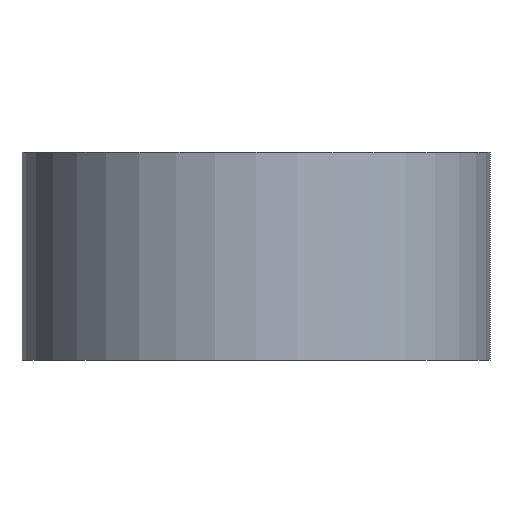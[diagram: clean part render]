
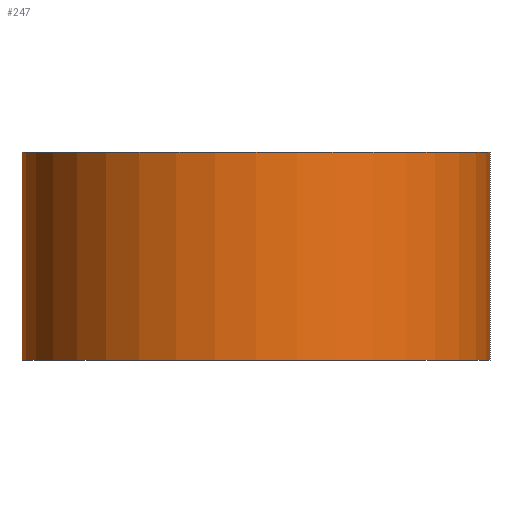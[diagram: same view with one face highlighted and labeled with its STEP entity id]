
A CAD part, front view. The second image highlights one B-rep face of the part: STEP entity #247.
In plain terms, the highlighted cylindrical face has radius 2.25 mm (diameter 4.5 mm), a partial arc.
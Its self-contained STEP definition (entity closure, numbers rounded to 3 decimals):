
#8 = DIRECTION ( 'NONE',  ( 0., 0., 1. ) ) ;
#11 = DIRECTION ( 'NONE',  ( 1., 0., 0. ) ) ;
#15 = DIRECTION ( 'NONE',  ( 0., 0., -1. ) ) ;
#16 = DIRECTION ( 'NONE',  ( 0., 0., -1. ) ) ;
#17 = CARTESIAN_POINT ( 'NONE',  ( 0., 0., 1. ) ) ;
#42 = DIRECTION ( 'NONE',  ( -1., 0., 0. ) ) ;
#49 = DIRECTION ( 'NONE',  ( 1., 0., 0. ) ) ;
#54 = CARTESIAN_POINT ( 'NONE',  ( 0., 0., -1. ) ) ;
#55 = DIRECTION ( 'NONE',  ( 0., 0., 1. ) ) ;
#61 = CARTESIAN_POINT ( 'NONE',  ( 2.25, 0., -1. ) ) ;
#62 = CARTESIAN_POINT ( 'NONE',  ( -2.25, 0., 1. ) ) ;
#64 = VERTEX_POINT ( 'NONE', #62 ) ;
#65 = CARTESIAN_POINT ( 'NONE',  ( -2.25, 0., -1. ) ) ;
#68 = CARTESIAN_POINT ( 'NONE',  ( -2.25, 0., 1. ) ) ;
#70 = VERTEX_POINT ( 'NONE', #61 ) ;
#73 = DIRECTION ( 'NONE',  ( 0., 0., -1. ) ) ;
#74 = VERTEX_POINT ( 'NONE', #85 ) ;
#78 = VERTEX_POINT ( 'NONE', #65 ) ;
#79 = CARTESIAN_POINT ( 'NONE',  ( 2.25, 0., 1. ) ) ;
#85 = CARTESIAN_POINT ( 'NONE',  ( 2.25, 0., 1. ) ) ;
#90 = CARTESIAN_POINT ( 'NONE',  ( 0., 0., 1. ) ) ;
#100 = ORIENTED_EDGE ( 'NONE', *, *, #229, .F. ) ;
#104 = CIRCLE ( 'NONE', #237, 2.25 ) ;
#106 = CYLINDRICAL_SURFACE ( 'NONE', #222, 2.25 ) ;
#114 = EDGE_LOOP ( 'NONE', ( #100, #139, #141, #153 ) ) ;
#115 = FACE_OUTER_BOUND ( 'NONE', #114, .T. ) ;
#123 = LINE ( 'NONE', #79, #191 ) ;
#139 = ORIENTED_EDGE ( 'NONE', *, *, #214, .F. ) ;
#141 = ORIENTED_EDGE ( 'NONE', *, *, #228, .T. ) ;
#153 = ORIENTED_EDGE ( 'NONE', *, *, #208, .T. ) ;
#156 = LINE ( 'NONE', #68, #165 ) ;
#165 = VECTOR ( 'NONE', #73, 1000. ) ;
#183 = CIRCLE ( 'NONE', #205, 2.25 ) ;
#191 = VECTOR ( 'NONE', #16, 1000. ) ;
#205 = AXIS2_PLACEMENT_3D ( 'NONE', #90, #8, #11 ) ;
#208 = EDGE_CURVE ( 'NONE', #78, #70, #104, .T. ) ;
#214 = EDGE_CURVE ( 'NONE', #64, #74, #183, .T. ) ;
#222 = AXIS2_PLACEMENT_3D ( 'NONE', #17, #15, #42 ) ;
#228 = EDGE_CURVE ( 'NONE', #64, #78, #156, .T. ) ;
#229 = EDGE_CURVE ( 'NONE', #74, #70, #123, .T. ) ;
#237 = AXIS2_PLACEMENT_3D ( 'NONE', #54, #55, #49 ) ;
#247 = ADVANCED_FACE ( 'NONE', ( #115 ), #106, .T. ) ;
